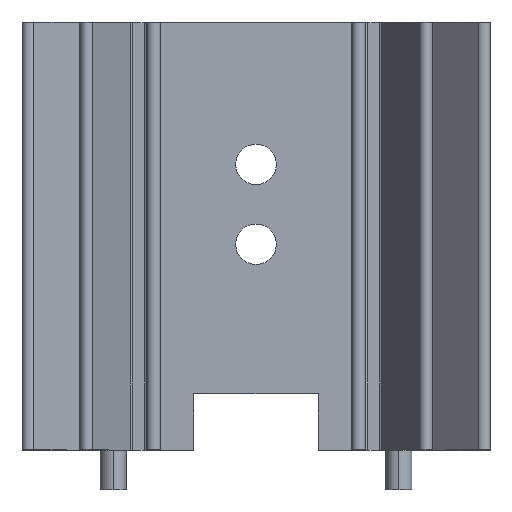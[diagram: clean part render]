
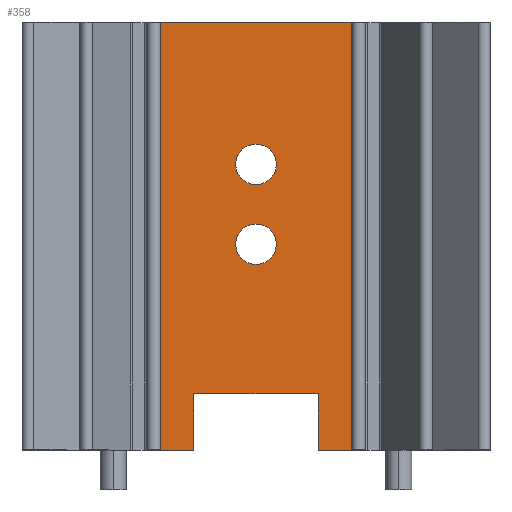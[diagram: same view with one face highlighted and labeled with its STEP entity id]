
A CAD part, top view. The second image highlights one B-rep face of the part: STEP entity #358.
In plain terms, the highlighted planar face has unit normal (0, 0, 1).
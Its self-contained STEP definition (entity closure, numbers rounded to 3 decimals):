
#64 = FACE_BOUND ( 'NONE', #6005, .T. ) ;
#86 = VERTEX_POINT ( 'NONE', #891 ) ;
#107 = EDGE_CURVE ( 'NONE', #1991, #4974, #452, .T. ) ;
#131 = CARTESIAN_POINT ( 'NONE',  ( -8.5, 38., 0.75 ) ) ;
#301 = VECTOR ( 'NONE', #4967, 1000. ) ;
#358 = ADVANCED_FACE ( 'NONE', ( #4918, #64, #2363 ), #4958, .F. ) ;
#426 = VECTOR ( 'NONE', #3945, 1000. ) ;
#452 = LINE ( 'NONE', #131, #301 ) ;
#619 = EDGE_LOOP ( 'NONE', ( #1353, #4388, #1334, #953, #2957, #2958, #1205, #6149 ) ) ;
#638 = ORIENTED_EDGE ( 'NONE', *, *, #1555, .T. ) ;
#877 = VERTEX_POINT ( 'NONE', #3319 ) ;
#878 = CARTESIAN_POINT ( 'NONE',  ( 5.55, 5., 0.75 ) ) ;
#891 = CARTESIAN_POINT ( 'NONE',  ( -5.55, 5., 0.75 ) ) ;
#953 = ORIENTED_EDGE ( 'NONE', *, *, #3419, .T. ) ;
#1047 = EDGE_CURVE ( 'NONE', #5444, #4733, #6087, .T. ) ;
#1094 = CARTESIAN_POINT ( 'NONE',  ( -1.8, 18.3, 0.75 ) ) ;
#1118 = CARTESIAN_POINT ( 'NONE',  ( 5.55, 0., 0.75 ) ) ;
#1205 = ORIENTED_EDGE ( 'NONE', *, *, #6150, .F. ) ;
#1280 = DIRECTION ( 'NONE',  ( 1., 0., 0. ) ) ;
#1306 = VERTEX_POINT ( 'NONE', #1118 ) ;
#1312 = DIRECTION ( 'NONE',  ( 0., 0., -1. ) ) ;
#1334 = ORIENTED_EDGE ( 'NONE', *, *, #3854, .T. ) ;
#1335 = CARTESIAN_POINT ( 'NONE',  ( 8.5, 0., 0.75 ) ) ;
#1350 = CARTESIAN_POINT ( 'NONE',  ( 1.8, 25.4, 0.75 ) ) ;
#1353 = ORIENTED_EDGE ( 'NONE', *, *, #1376, .T. ) ;
#1367 = VECTOR ( 'NONE', #4721, 1000. ) ;
#1376 = EDGE_CURVE ( 'NONE', #4974, #4309, #5937, .T. ) ;
#1421 = CIRCLE ( 'NONE', #3859, 1.8 ) ;
#1555 = EDGE_CURVE ( 'NONE', #4733, #5444, #4425, .T. ) ;
#1622 = AXIS2_PLACEMENT_3D ( 'NONE', #5645, #2756, #6122 ) ;
#1647 = DIRECTION ( 'NONE',  ( -1., 0., 0. ) ) ;
#1662 = LINE ( 'NONE', #5197, #5202 ) ;
#1682 = VERTEX_POINT ( 'NONE', #4745 ) ;
#1787 = CARTESIAN_POINT ( 'NONE',  ( 8.5, 5., 0.75 ) ) ;
#1831 = VECTOR ( 'NONE', #5611, 1000. ) ;
#1847 = EDGE_CURVE ( 'NONE', #4216, #5817, #3632, .T. ) ;
#1895 = LINE ( 'NONE', #3474, #426 ) ;
#1991 = VERTEX_POINT ( 'NONE', #5294 ) ;
#2098 = VECTOR ( 'NONE', #2174, 1000. ) ;
#2152 = CARTESIAN_POINT ( 'NONE',  ( 0., 25.4, 0.75 ) ) ;
#2174 = DIRECTION ( 'NONE',  ( 1., 0., 0. ) ) ;
#2265 = DIRECTION ( 'NONE',  ( 0., 0., -1. ) ) ;
#2363 = FACE_OUTER_BOUND ( 'NONE', #619, .T. ) ;
#2426 = CARTESIAN_POINT ( 'NONE',  ( -8.5, 0., 0.75 ) ) ;
#2544 = CARTESIAN_POINT ( 'NONE',  ( 8.5, 38., 0.75 ) ) ;
#2658 = CARTESIAN_POINT ( 'NONE',  ( -5.55, 38., 0.75 ) ) ;
#2756 = DIRECTION ( 'NONE',  ( 0., 0., -1. ) ) ;
#2957 = ORIENTED_EDGE ( 'NONE', *, *, #4776, .T. ) ;
#2958 = ORIENTED_EDGE ( 'NONE', *, *, #5642, .F. ) ;
#2999 = LINE ( 'NONE', #2658, #4271 ) ;
#3145 = DIRECTION ( 'NONE',  ( 0., 1., 0. ) ) ;
#3217 = CARTESIAN_POINT ( 'NONE',  ( -1.8, 25.4, 0.75 ) ) ;
#3229 = LINE ( 'NONE', #3715, #4506 ) ;
#3253 = DIRECTION ( 'NONE',  ( 0., -1., 0. ) ) ;
#3295 = DIRECTION ( 'NONE',  ( -1., 0., 0. ) ) ;
#3319 = CARTESIAN_POINT ( 'NONE',  ( 8.5, 38., 0.75 ) ) ;
#3329 = EDGE_CURVE ( 'NONE', #5817, #4216, #1421, .T. ) ;
#3419 = EDGE_CURVE ( 'NONE', #5516, #1306, #1662, .T. ) ;
#3465 = CARTESIAN_POINT ( 'NONE',  ( 1.8, 18.3, 0.75 ) ) ;
#3474 = CARTESIAN_POINT ( 'NONE',  ( 8.5, 38., 0.75 ) ) ;
#3632 = CIRCLE ( 'NONE', #4202, 1.8 ) ;
#3715 = CARTESIAN_POINT ( 'NONE',  ( 8.5, 38., 0.75 ) ) ;
#3775 = ORIENTED_EDGE ( 'NONE', *, *, #3329, .T. ) ;
#3854 = EDGE_CURVE ( 'NONE', #86, #5516, #5533, .T. ) ;
#3859 = AXIS2_PLACEMENT_3D ( 'NONE', #5145, #2265, #5635 ) ;
#3877 = DIRECTION ( 'NONE',  ( 0., 0., -1. ) ) ;
#3945 = DIRECTION ( 'NONE',  ( 0., -1., 0. ) ) ;
#4082 = EDGE_LOOP ( 'NONE', ( #3775, #6156 ) ) ;
#4202 = AXIS2_PLACEMENT_3D ( 'NONE', #4226, #1312, #4701 ) ;
#4216 = VERTEX_POINT ( 'NONE', #1094 ) ;
#4226 = CARTESIAN_POINT ( 'NONE',  ( 0., 18.3, 0.75 ) ) ;
#4271 = VECTOR ( 'NONE', #3145, 1000. ) ;
#4303 = EDGE_CURVE ( 'NONE', #4309, #86, #2999, .T. ) ;
#4309 = VERTEX_POINT ( 'NONE', #6024 ) ;
#4388 = ORIENTED_EDGE ( 'NONE', *, *, #4303, .T. ) ;
#4425 = CIRCLE ( 'NONE', #1622, 1.8 ) ;
#4506 = VECTOR ( 'NONE', #1280, 1000. ) ;
#4688 = AXIS2_PLACEMENT_3D ( 'NONE', #2152, #3877, #1647 ) ;
#4701 = DIRECTION ( 'NONE',  ( -1., 0., 0. ) ) ;
#4713 = AXIS2_PLACEMENT_3D ( 'NONE', #2544, #5805, #3295 ) ;
#4721 = DIRECTION ( 'NONE',  ( 1., 0., 0. ) ) ;
#4733 = VERTEX_POINT ( 'NONE', #3217 ) ;
#4745 = CARTESIAN_POINT ( 'NONE',  ( 8.5, 0., 0.75 ) ) ;
#4776 = EDGE_CURVE ( 'NONE', #1306, #1682, #5083, .T. ) ;
#4918 = FACE_BOUND ( 'NONE', #4082, .T. ) ;
#4958 = PLANE ( 'NONE',  #4713 ) ;
#4967 = DIRECTION ( 'NONE',  ( 0., -1., 0. ) ) ;
#4974 = VERTEX_POINT ( 'NONE', #2426 ) ;
#5083 = LINE ( 'NONE', #1335, #1367 ) ;
#5145 = CARTESIAN_POINT ( 'NONE',  ( 0., 18.3, 0.75 ) ) ;
#5197 = CARTESIAN_POINT ( 'NONE',  ( 5.55, 38., 0.75 ) ) ;
#5202 = VECTOR ( 'NONE', #3253, 1000. ) ;
#5294 = CARTESIAN_POINT ( 'NONE',  ( -8.5, 38., 0.75 ) ) ;
#5444 = VERTEX_POINT ( 'NONE', #1350 ) ;
#5516 = VERTEX_POINT ( 'NONE', #878 ) ;
#5533 = LINE ( 'NONE', #1787, #1831 ) ;
#5611 = DIRECTION ( 'NONE',  ( 1., 0., 0. ) ) ;
#5635 = DIRECTION ( 'NONE',  ( -1., 0., 0. ) ) ;
#5642 = EDGE_CURVE ( 'NONE', #877, #1682, #1895, .T. ) ;
#5645 = CARTESIAN_POINT ( 'NONE',  ( 0., 25.4, 0.75 ) ) ;
#5805 = DIRECTION ( 'NONE',  ( 0., 0., -1. ) ) ;
#5817 = VERTEX_POINT ( 'NONE', #3465 ) ;
#5862 = ORIENTED_EDGE ( 'NONE', *, *, #1047, .T. ) ;
#5937 = LINE ( 'NONE', #6026, #2098 ) ;
#6005 = EDGE_LOOP ( 'NONE', ( #5862, #638 ) ) ;
#6024 = CARTESIAN_POINT ( 'NONE',  ( -5.55, 0., 0.75 ) ) ;
#6026 = CARTESIAN_POINT ( 'NONE',  ( 8.5, 0., 0.75 ) ) ;
#6087 = CIRCLE ( 'NONE', #4688, 1.8 ) ;
#6122 = DIRECTION ( 'NONE',  ( -1., 0., 0. ) ) ;
#6149 = ORIENTED_EDGE ( 'NONE', *, *, #107, .T. ) ;
#6150 = EDGE_CURVE ( 'NONE', #1991, #877, #3229, .T. ) ;
#6156 = ORIENTED_EDGE ( 'NONE', *, *, #1847, .T. ) ;
